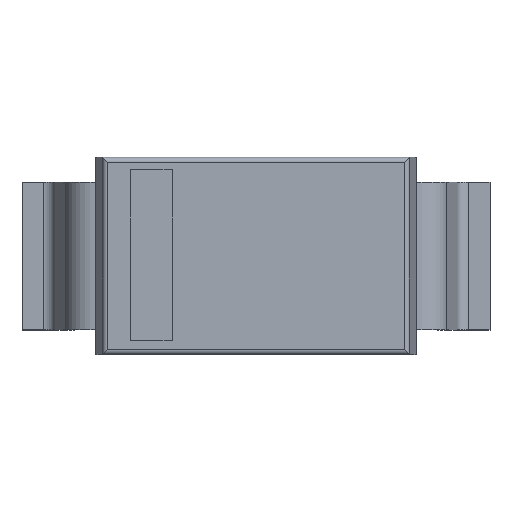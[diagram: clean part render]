
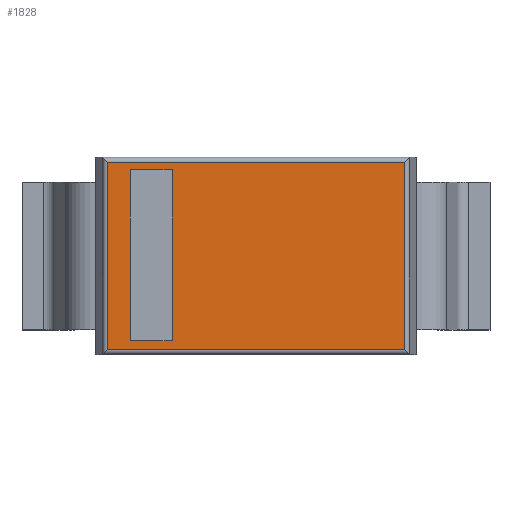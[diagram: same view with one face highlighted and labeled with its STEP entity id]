
A CAD part, top view. The second image highlights one B-rep face of the part: STEP entity #1828.
In plain terms, the highlighted planar face has unit normal (0, 0, 1).
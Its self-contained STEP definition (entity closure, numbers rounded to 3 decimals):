
#385 = VERTEX_POINT('',#386);
#386 = CARTESIAN_POINT('',(-1.206,0.76,1.15));
#393 = EDGE_CURVE('',#385,#394,#396,.T.);
#394 = VERTEX_POINT('',#395);
#395 = CARTESIAN_POINT('',(1.206,0.76,1.15));
#396 = LINE('',#397,#398);
#397 = CARTESIAN_POINT('',(-1.24,0.76,1.15));
#398 = VECTOR('',#399,1.);
#399 = DIRECTION('',(1.,0.,0.));
#1174 = EDGE_CURVE('',#1175,#1177,#1179,.T.);
#1175 = VERTEX_POINT('',#1176);
#1176 = CARTESIAN_POINT('',(1.206,-0.76,1.15));
#1177 = VERTEX_POINT('',#1178);
#1178 = CARTESIAN_POINT('',(-1.206,-0.76,1.15));
#1179 = LINE('',#1180,#1181);
#1180 = CARTESIAN_POINT('',(1.24,-0.76,1.15));
#1181 = VECTOR('',#1182,1.);
#1182 = DIRECTION('',(-1.,0.,0.));
#1209 = EDGE_CURVE('',#1177,#385,#1210,.T.);
#1210 = LINE('',#1211,#1212);
#1211 = CARTESIAN_POINT('',(-1.206,-0.8,1.15));
#1212 = VECTOR('',#1213,1.);
#1213 = DIRECTION('',(0.,1.,0.));
#1828 = ADVANCED_FACE('',(#1829,#1840),#1874,.T.);
#1829 = FACE_BOUND('',#1830,.T.);
#1830 = EDGE_LOOP('',(#1831,#1832,#1833,#1834));
#1831 = ORIENTED_EDGE('',*,*,#393,.F.);
#1832 = ORIENTED_EDGE('',*,*,#1209,.F.);
#1833 = ORIENTED_EDGE('',*,*,#1174,.F.);
#1834 = ORIENTED_EDGE('',*,*,#1835,.T.);
#1835 = EDGE_CURVE('',#1175,#394,#1836,.T.);
#1836 = LINE('',#1837,#1838);
#1837 = CARTESIAN_POINT('',(1.206,-0.8,1.15));
#1838 = VECTOR('',#1839,1.);
#1839 = DIRECTION('',(0.,1.,0.));
#1840 = FACE_BOUND('',#1841,.T.);
#1841 = EDGE_LOOP('',(#1842,#1852,#1860,#1868));
#1842 = ORIENTED_EDGE('',*,*,#1843,.T.);
#1843 = EDGE_CURVE('',#1844,#1846,#1848,.T.);
#1844 = VERTEX_POINT('',#1845);
#1845 = CARTESIAN_POINT('',(-0.681,-0.688,1.15));
#1846 = VERTEX_POINT('',#1847);
#1847 = CARTESIAN_POINT('',(-1.021,-0.688,1.15));
#1848 = LINE('',#1849,#1850);
#1849 = CARTESIAN_POINT('',(-0.681,-0.688,1.15));
#1850 = VECTOR('',#1851,1.);
#1851 = DIRECTION('',(-1.,0.,0.));
#1852 = ORIENTED_EDGE('',*,*,#1853,.T.);
#1853 = EDGE_CURVE('',#1846,#1854,#1856,.T.);
#1854 = VERTEX_POINT('',#1855);
#1855 = CARTESIAN_POINT('',(-1.021,0.699,1.15));
#1856 = LINE('',#1857,#1858);
#1857 = CARTESIAN_POINT('',(-1.021,-0.688,1.15));
#1858 = VECTOR('',#1859,1.);
#1859 = DIRECTION('',(0.,1.,0.));
#1860 = ORIENTED_EDGE('',*,*,#1861,.T.);
#1861 = EDGE_CURVE('',#1854,#1862,#1864,.T.);
#1862 = VERTEX_POINT('',#1863);
#1863 = CARTESIAN_POINT('',(-0.681,0.699,1.15));
#1864 = LINE('',#1865,#1866);
#1865 = CARTESIAN_POINT('',(-1.021,0.699,1.15));
#1866 = VECTOR('',#1867,1.);
#1867 = DIRECTION('',(1.,0.,0.));
#1868 = ORIENTED_EDGE('',*,*,#1869,.T.);
#1869 = EDGE_CURVE('',#1862,#1844,#1870,.T.);
#1870 = LINE('',#1871,#1872);
#1871 = CARTESIAN_POINT('',(-0.681,0.699,1.15));
#1872 = VECTOR('',#1873,1.);
#1873 = DIRECTION('',(0.,-1.,0.));
#1874 = PLANE('',#1875);
#1875 = AXIS2_PLACEMENT_3D('',#1876,#1877,#1878);
#1876 = CARTESIAN_POINT('',(-1.3,0.8,1.15));
#1877 = DIRECTION('',(0.,0.,1.));
#1878 = DIRECTION('',(1.,0.,0.));
